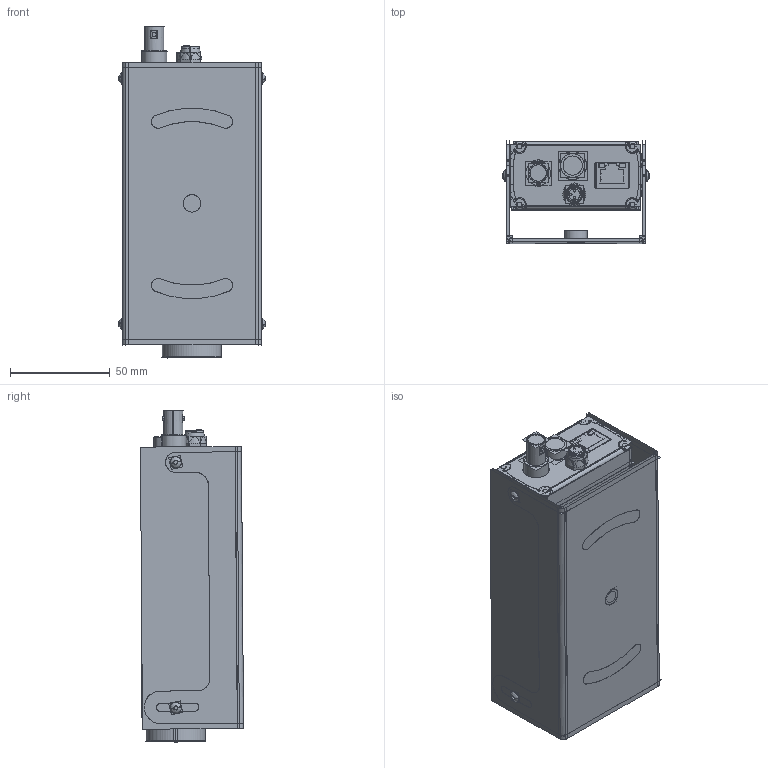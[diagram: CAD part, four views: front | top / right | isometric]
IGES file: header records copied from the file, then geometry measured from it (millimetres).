
Start section:  PTC IGES file: 144671_sm01.igs
Global section: file name: 144671_sm01.igs; native system: Creo Parametric by PTC Inc.; preprocessor: 2022414; author: banengservice; organization: Unknown; date: 20250625.115149; units: millimetre
Bounding box: 73.33 x 51.83 x 166.63 mm (x, y, z)
Volume: 326225.7 mm3; surface area: 306272.5 mm2
Topology: 6 solids, 6 shells, 2526 faces, 12726 edges, 15990 vertices
Faces by surface type: bspline 1316, revolution 1210
